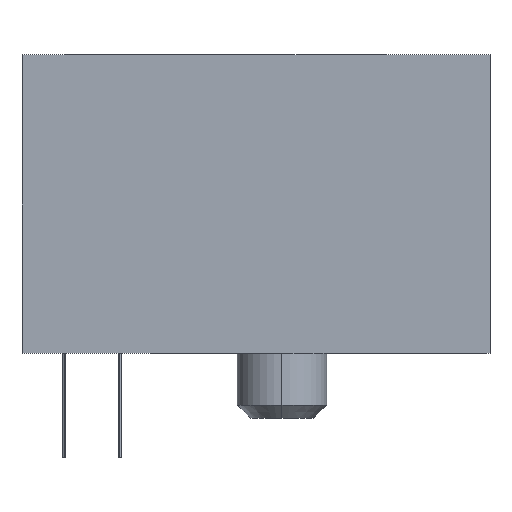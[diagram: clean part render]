
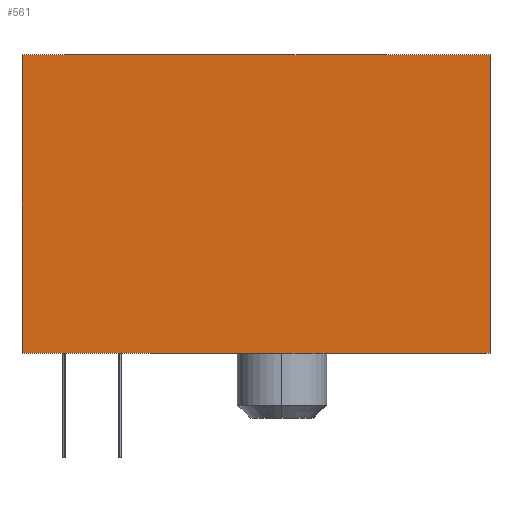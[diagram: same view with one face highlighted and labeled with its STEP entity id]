
A CAD part, left-side view. The second image highlights one B-rep face of the part: STEP entity #561.
In plain terms, the highlighted planar face has unit normal (-1, 0, 0).
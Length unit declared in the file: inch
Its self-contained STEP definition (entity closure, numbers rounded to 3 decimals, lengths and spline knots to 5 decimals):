
#117 = EDGE_CURVE ( 'NONE', #309, #139, #2682, .T. ) ;
#139 = VERTEX_POINT ( 'NONE', #1040 ) ;
#309 = VERTEX_POINT ( 'NONE', #1176 ) ;
#561 = ADVANCED_FACE ( 'NONE', ( #1864 ), #2264, .T. ) ;
#562 = EDGE_LOOP ( 'NONE', ( #563, #564, #567, #569 ) ) ;
#563 = ORIENTED_EDGE ( 'NONE', *, *, #117, .T. ) ;
#564 = ORIENTED_EDGE ( 'NONE', *, *, #565, .F. ) ;
#565 = EDGE_CURVE ( 'NONE', #566, #139, #2259, .T. ) ;
#566 = VERTEX_POINT ( 'NONE', #2255 ) ;
#567 = ORIENTED_EDGE ( 'NONE', *, *, #568, .F. ) ;
#568 = EDGE_CURVE ( 'NONE', #654, #566, #2253, .T. ) ;
#569 = ORIENTED_EDGE ( 'NONE', *, *, #653, .T. ) ;
#653 = EDGE_CURVE ( 'NONE', #654, #309, #2400, .T. ) ;
#654 = VERTEX_POINT ( 'NONE', #2392 ) ;
#1040 = CARTESIAN_POINT ( 'NONE',  ( -0.29921, 0.70866, 0.22598 ) ) ;
#1176 = CARTESIAN_POINT ( 'NONE',  ( -0.29921, 0., 0.22598 ) ) ;
#1864 = FACE_OUTER_BOUND ( 'NONE', #562, .T. ) ;
#2250 = DIRECTION ( 'NONE',  ( 0., 1., 0. ) ) ;
#2251 = VECTOR ( 'NONE', #2250, 39.37008 ) ;
#2252 = CARTESIAN_POINT ( 'NONE',  ( -0.29921, 0.35433, -0.22598 ) ) ;
#2253 = LINE ( 'NONE', #2252, #2251 ) ;
#2255 = CARTESIAN_POINT ( 'NONE',  ( -0.29921, 0.70866, -0.22598 ) ) ;
#2256 = DIRECTION ( 'NONE',  ( 0., 0., 1. ) ) ;
#2257 = VECTOR ( 'NONE', #2256, 39.37008 ) ;
#2258 = CARTESIAN_POINT ( 'NONE',  ( -0.29921, 0.70866, 0. ) ) ;
#2259 = LINE ( 'NONE', #2258, #2257 ) ;
#2260 = DIRECTION ( 'NONE',  ( 0., 0., 1. ) ) ;
#2261 = DIRECTION ( 'NONE',  ( -1., 0., 0. ) ) ;
#2262 = CARTESIAN_POINT ( 'NONE',  ( -0.29921, 0., -0.22598 ) ) ;
#2263 = AXIS2_PLACEMENT_3D ( 'NONE', #2262, #2261, #2260 ) ;
#2264 = PLANE ( 'NONE',  #2263 ) ;
#2392 = CARTESIAN_POINT ( 'NONE',  ( -0.29921, 0., -0.22598 ) ) ;
#2393 = DIRECTION ( 'NONE',  ( 0., 0., 1. ) ) ;
#2394 = VECTOR ( 'NONE', #2393, 39.37008 ) ;
#2395 = CARTESIAN_POINT ( 'NONE',  ( -0.29921, 0., 0. ) ) ;
#2400 = LINE ( 'NONE', #2395, #2394 ) ;
#2679 = DIRECTION ( 'NONE',  ( 0., 1., 0. ) ) ;
#2680 = VECTOR ( 'NONE', #2679, 39.37008 ) ;
#2681 = CARTESIAN_POINT ( 'NONE',  ( -0.29921, 0.35433, 0.22598 ) ) ;
#2682 = LINE ( 'NONE', #2681, #2680 ) ;
